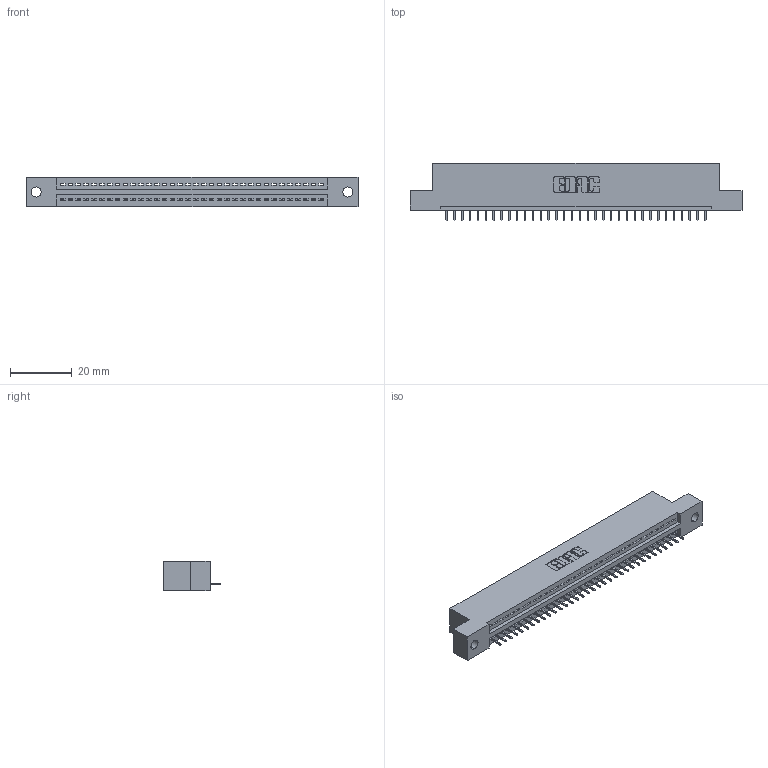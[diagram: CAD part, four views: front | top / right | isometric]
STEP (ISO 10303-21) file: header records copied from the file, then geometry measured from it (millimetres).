
FILE_DESCRIPTION (( 'STEP AP203' ), '1' );
FILE_NAME ('845-034-525-102.STEP', '2020-09-23T01:48:23', ( '' ), ( '' ), 'SwSTEP 2.0', 'SolidWorks 2020', '' );
FILE_SCHEMA (( 'CONFIG_CONTROL_DESIGN' ));
Length unit declared in the file: inch
Products named in the file (3): 345-292-001_345-293-125; 845-034-525-102; 845 Part_Flush Mounting Lugs - 0.128 Dia
Assembly tree (35 placements, depth 2):
  845-034-525-102
    845 Part_Flush Mounting Lugs - 0.128 Dia
    345-292-001_345-293-125  x34
Bounding box: 107.57 x 18.72 x 9.4 mm (x, y, z)
Volume: 9976 mm3; surface area: 12414 mm2
Topology: 35 solids, 35 shells, 2234 faces, 6461 edges, 4170 vertices
Faces by surface type: plane 1644, cylinder 590
Entity records: 26743 total; most frequent: CARTESIAN_POINT 4638, ORIENTED_EDGE 4606, DIRECTION 4063, EDGE_CURVE 2303, VECTOR 2039, LINE 2039, VERTEX_POINT 1530, AXIS2_PLACEMENT_3D 1012
